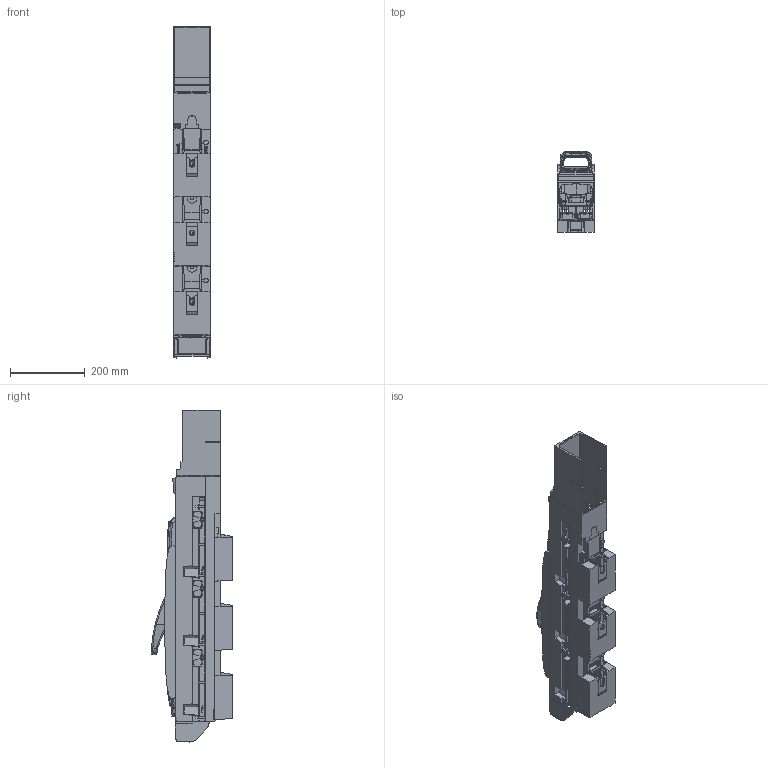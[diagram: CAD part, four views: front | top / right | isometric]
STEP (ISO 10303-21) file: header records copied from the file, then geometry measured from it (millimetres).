
FILE_DESCRIPTION((''),'2;1');
FILE_NAME('1SEP622001R0001_ASM','2023-03-01T15:44:52',('20724'),(''),'CREO PARAMETRIC BY PTC INC, 2016390','CREO PARAMETRIC BY PTC INC, 2016390','');
FILE_SCHEMA(('AUTOMOTIVE_DESIGN { 1 0 10303 214 1 1 1 1 }'));
Products named in the file (1): 1SEP622001R0001_ASM
Bounding box: 99.04 x 217.78 x 889.74 mm (x, y, z)
Surface area: 823145.4 mm2 (no closed solid volume)
Topology: 0 solids, 312 shells, 2408 faces, 11005 edges, 8767 vertices
Faces by surface type: plane 1583, bspline 358, cylinder 315, cone 74, torus 57, extrusion 21
Entity records: 262689 total; most frequent: CARTESIAN_POINT 148690, ORIENTED_EDGE 15801, DIRECTION 12580, EDGE_CURVE 10992, PRESENTATION_STYLE_ASSIGNMENT 9837, STYLED_ITEM 9378, VERTEX_POINT 8767, CURVE_STYLE 8537
